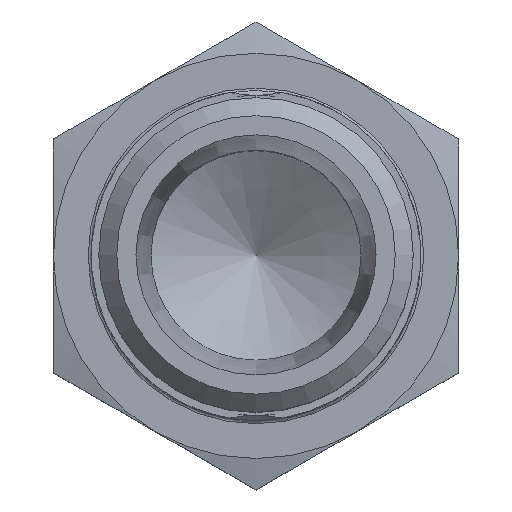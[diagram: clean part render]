
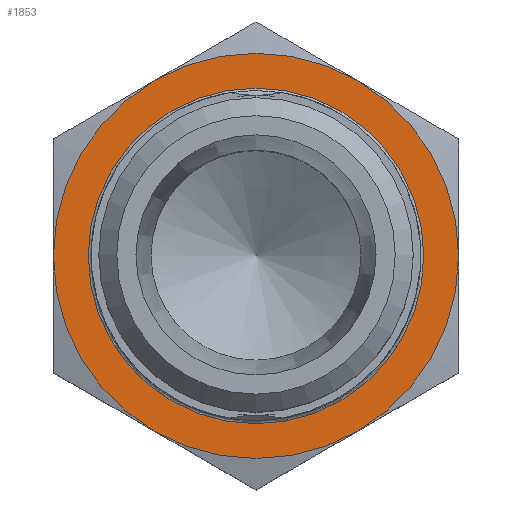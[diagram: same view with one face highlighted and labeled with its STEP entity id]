
A CAD part, top view. The second image highlights one B-rep face of the part: STEP entity #1853.
In plain terms, the highlighted planar face has unit normal (0, 0, 1).
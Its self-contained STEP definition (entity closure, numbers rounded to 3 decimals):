
#1203=CARTESIAN_POINT('',(6.75,11.691,0.0));
#1204=VERTEX_POINT('',#1203);
#1218=CARTESIAN_POINT('',(-6.75,11.691,0.0));
#1219=VERTEX_POINT('',#1218);
#1233=CARTESIAN_POINT('',(0.0,0.0,0.0));
#1234=DIRECTION('',(0.0,0.0,1.0));
#1235=DIRECTION('',(0.0,-1.0,0.0));
#1236=AXIS2_PLACEMENT_3D('',#1233,#1234,#1235);
#1237=CIRCLE('',#1236,13.5);
#1238=EDGE_CURVE('',#1204,#1219,#1237,.T.);
#1250=CARTESIAN_POINT('',(13.5,0.0,0.));
#1251=VERTEX_POINT('',#1250);
#1278=CARTESIAN_POINT('',(0.0,0.0,0.0));
#1279=DIRECTION('',(0.0,0.0,1.0));
#1280=DIRECTION('',(0.0,-1.0,0.0));
#1281=AXIS2_PLACEMENT_3D('',#1278,#1279,#1280);
#1282=CIRCLE('',#1281,13.5);
#1283=EDGE_CURVE('',#1251,#1204,#1282,.T.);
#1295=CARTESIAN_POINT('',(6.75,-11.691,0.));
#1296=VERTEX_POINT('',#1295);
#1323=CARTESIAN_POINT('',(0.0,0.0,0.0));
#1324=DIRECTION('',(0.0,0.0,1.0));
#1325=DIRECTION('',(0.0,-1.0,0.0));
#1326=AXIS2_PLACEMENT_3D('',#1323,#1324,#1325);
#1327=CIRCLE('',#1326,13.5);
#1328=EDGE_CURVE('',#1296,#1251,#1327,.T.);
#1353=CARTESIAN_POINT('',(-6.75,-11.691,0.0));
#1354=VERTEX_POINT('',#1353);
#1355=CARTESIAN_POINT('',(0.0,0.0,0.0));
#1356=DIRECTION('',(0.0,0.0,1.0));
#1357=DIRECTION('',(0.0,-1.0,0.0));
#1358=AXIS2_PLACEMENT_3D('',#1355,#1356,#1357);
#1359=CIRCLE('',#1358,13.5);
#1360=EDGE_CURVE('',#1354,#1296,#1359,.T.);
#1398=CARTESIAN_POINT('',(-13.5,0.,0.));
#1399=VERTEX_POINT('',#1398);
#1400=CARTESIAN_POINT('',(0.0,0.0,0.0));
#1401=DIRECTION('',(0.0,0.0,1.0));
#1402=DIRECTION('',(0.0,-1.0,0.0));
#1403=AXIS2_PLACEMENT_3D('',#1400,#1401,#1402);
#1404=CIRCLE('',#1403,13.5);
#1405=EDGE_CURVE('',#1399,#1354,#1404,.T.);
#1443=CARTESIAN_POINT('',(0.0,0.0,0.0));
#1444=DIRECTION('',(0.0,0.0,1.0));
#1445=DIRECTION('',(0.0,-1.0,0.0));
#1446=AXIS2_PLACEMENT_3D('',#1443,#1444,#1445);
#1447=CIRCLE('',#1446,13.5);
#1448=EDGE_CURVE('',#1219,#1399,#1447,.T.);
#1825=CARTESIAN_POINT('',(11.18,0.,0.0));
#1826=VERTEX_POINT('',#1825);
#1827=CARTESIAN_POINT('',(0.0,0.0,0.0));
#1828=DIRECTION('',(0.0,0.0,1.0));
#1829=DIRECTION('',(-1.0,0.0,0.0));
#1830=AXIS2_PLACEMENT_3D('',#1827,#1828,#1829);
#1831=CIRCLE('',#1830,11.18);
#1832=EDGE_CURVE('',#1826,#1826,#1831,.T.);
#1837=CARTESIAN_POINT('',(0.0,0.,0.0));
#1838=DIRECTION('',(0.0,0.0,1.0));
#1839=DIRECTION('',(1.0,0.0,0.0));
#1840=AXIS2_PLACEMENT_3D('',#1837,#1838,#1839);
#1841=PLANE('',#1840);
#1842=ORIENTED_EDGE('',*,*,#1448,.T.);
#1843=ORIENTED_EDGE('',*,*,#1405,.T.);
#1844=ORIENTED_EDGE('',*,*,#1360,.T.);
#1845=ORIENTED_EDGE('',*,*,#1328,.T.);
#1846=ORIENTED_EDGE('',*,*,#1283,.T.);
#1847=ORIENTED_EDGE('',*,*,#1238,.T.);
#1848=EDGE_LOOP('',(#1842,#1843,#1844,#1845,#1846,#1847));
#1849=FACE_OUTER_BOUND('',#1848,.T.);
#1850=ORIENTED_EDGE('',*,*,#1832,.F.);
#1851=EDGE_LOOP('',(#1850));
#1852=FACE_BOUND('',#1851,.T.);
#1853=ADVANCED_FACE('',(#1849,#1852),#1841,.T.);
